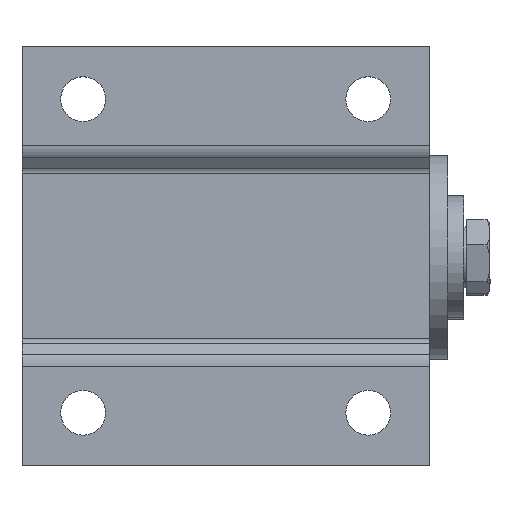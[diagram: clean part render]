
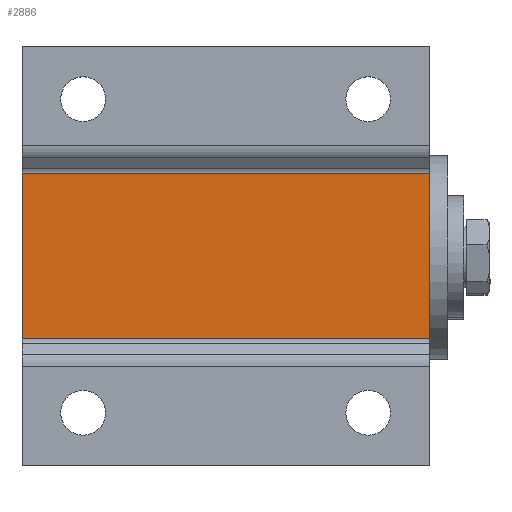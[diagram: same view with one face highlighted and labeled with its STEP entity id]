
A CAD part, top view. The second image highlights one B-rep face of the part: STEP entity #2886.
In plain terms, the highlighted face is planar.
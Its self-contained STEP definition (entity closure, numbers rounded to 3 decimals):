
#511=FACE_OUTER_BOUND('',#691,.T.);
#691=EDGE_LOOP('',(#2359,#2360,#2361,#2362));
#933=LINE('',#5120,#1166);
#949=LINE('',#5169,#1182);
#965=LINE('',#5218,#1198);
#966=LINE('',#5221,#1199);
#1166=VECTOR('',#3640,40.619);
#1182=VECTOR('',#3682,100.);
#1198=VECTOR('',#3736,100.);
#1199=VECTOR('',#3741,40.619);
#1399=VERTEX_POINT('',#5117);
#1400=VERTEX_POINT('',#5119);
#1420=VERTEX_POINT('',#5167);
#1434=VERTEX_POINT('',#5217);
#1724=EDGE_CURVE('',#1399,#1400,#933,.T.);
#1749=EDGE_CURVE('',#1420,#1399,#949,.T.);
#1772=EDGE_CURVE('',#1400,#1434,#965,.T.);
#1774=EDGE_CURVE('',#1420,#1434,#966,.T.);
#2359=ORIENTED_EDGE('',*,*,#1749,.F.);
#2360=ORIENTED_EDGE('',*,*,#1774,.T.);
#2361=ORIENTED_EDGE('',*,*,#1772,.F.);
#2362=ORIENTED_EDGE('',*,*,#1724,.F.);
#2745=PLANE('',#3132);
#2886=ADVANCED_FACE('',(#511),#2745,.T.);
#3132=AXIS2_PLACEMENT_3D('',#5220,#3739,#3740);
#3640=DIRECTION('',(1.,0.,0.));
#3682=DIRECTION('',(0.,-1.,0.));
#3736=DIRECTION('',(0.,1.,0.));
#3739=DIRECTION('center_axis',(0.,0.,-1.));
#3740=DIRECTION('ref_axis',(-1.,0.,0.));
#3741=DIRECTION('',(1.,0.,0.));
#5117=CARTESIAN_POINT('',(-20.309,-50.,3.5));
#5119=CARTESIAN_POINT('',(20.309,-50.,3.5));
#5120=CARTESIAN_POINT('',(-21.,-50.,3.5));
#5167=CARTESIAN_POINT('',(-20.309,50.,3.5));
#5169=CARTESIAN_POINT('',(-20.309,0.,3.5));
#5217=CARTESIAN_POINT('',(20.309,50.,3.5));
#5218=CARTESIAN_POINT('',(20.309,0.,3.5));
#5220=CARTESIAN_POINT('Origin',(0.,0.,3.5));
#5221=CARTESIAN_POINT('',(21.,50.,3.5));
